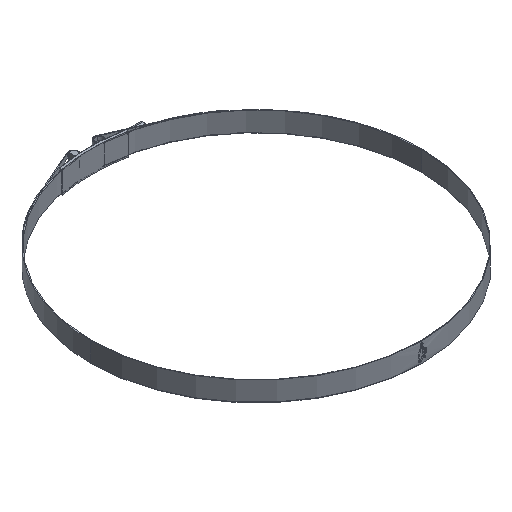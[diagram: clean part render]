
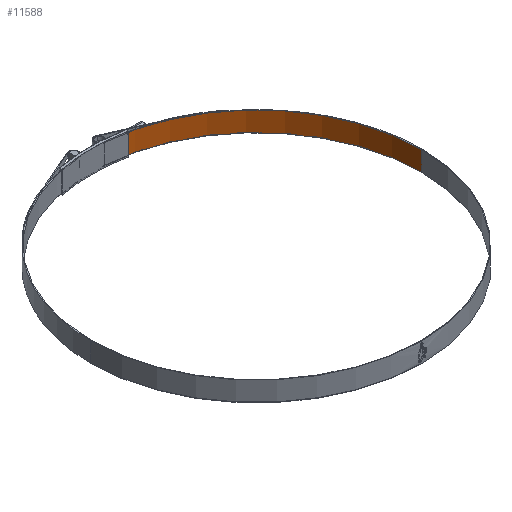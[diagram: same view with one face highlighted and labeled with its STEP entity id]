
A CAD part, isometric view. The second image highlights one B-rep face of the part: STEP entity #11588.
In plain terms, the highlighted cylindrical face has radius 162 mm (diameter 324 mm), a partial arc.
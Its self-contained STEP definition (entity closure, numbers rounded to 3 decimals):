
#455 = CARTESIAN_POINT ( 'NONE',  ( 0., 0., 9.65 ) ) ;
#850 = DIRECTION ( 'NONE',  ( 0., 0., -1. ) ) ;
#1312 = VECTOR ( 'NONE', #6887, 1000. ) ;
#1316 = CARTESIAN_POINT ( 'NONE',  ( 162., 0., 9.65 ) ) ;
#1317 = ORIENTED_EDGE ( 'NONE', *, *, #9515, .T. ) ;
#1353 = DIRECTION ( 'NONE',  ( 0., 0., -1. ) ) ;
#1695 = EDGE_CURVE ( 'NONE', #12390, #4574, #8761, .T. ) ;
#1761 = VERTEX_POINT ( 'NONE', #10645 ) ;
#2225 = AXIS2_PLACEMENT_3D ( 'NONE', #9498, #850, #14081 ) ;
#2740 = FACE_OUTER_BOUND ( 'NONE', #9838, .T. ) ;
#4146 = LINE ( 'NONE', #13493, #1312 ) ;
#4215 = EDGE_CURVE ( 'NONE', #1761, #13727, #5018, .T. ) ;
#4574 = VERTEX_POINT ( 'NONE', #1316 ) ;
#4995 = DIRECTION ( 'NONE',  ( -1., 0., 0. ) ) ;
#5018 = CIRCLE ( 'NONE', #2225, 162. ) ;
#5077 = CYLINDRICAL_SURFACE ( 'NONE', #10540, 162. ) ;
#5675 = AXIS2_PLACEMENT_3D ( 'NONE', #455, #10595, #4995 ) ;
#6351 = CARTESIAN_POINT ( 'NONE',  ( 12.126, 161.546, 9.65 ) ) ;
#6887 = DIRECTION ( 'NONE',  ( 0., 0., -1. ) ) ;
#8728 = CARTESIAN_POINT ( 'NONE',  ( 162., 0., -9.65 ) ) ;
#8761 = CIRCLE ( 'NONE', #5675, 162. ) ;
#9420 = DIRECTION ( 'NONE',  ( -1., 0., 0. ) ) ;
#9498 = CARTESIAN_POINT ( 'NONE',  ( 0., 0., -9.65 ) ) ;
#9515 = EDGE_CURVE ( 'NONE', #12390, #1761, #4146, .T. ) ;
#9838 = EDGE_LOOP ( 'NONE', ( #10200, #10110, #1317, #12166 ) ) ;
#10110 = ORIENTED_EDGE ( 'NONE', *, *, #1695, .F. ) ;
#10200 = ORIENTED_EDGE ( 'NONE', *, *, #13041, .F. ) ;
#10540 = AXIS2_PLACEMENT_3D ( 'NONE', #11631, #13926, #9420 ) ;
#10595 = DIRECTION ( 'NONE',  ( 0., 0., -1. ) ) ;
#10645 = CARTESIAN_POINT ( 'NONE',  ( 12.126, 161.546, -9.65 ) ) ;
#11280 = VECTOR ( 'NONE', #1353, 1000. ) ;
#11416 = LINE ( 'NONE', #12492, #11280 ) ;
#11588 = ADVANCED_FACE ( 'NONE', ( #2740 ), #5077, .F. ) ;
#11631 = CARTESIAN_POINT ( 'NONE',  ( 0., 0., 9.65 ) ) ;
#12166 = ORIENTED_EDGE ( 'NONE', *, *, #4215, .T. ) ;
#12390 = VERTEX_POINT ( 'NONE', #6351 ) ;
#12492 = CARTESIAN_POINT ( 'NONE',  ( 162., 0., 9.65 ) ) ;
#13041 = EDGE_CURVE ( 'NONE', #4574, #13727, #11416, .T. ) ;
#13493 = CARTESIAN_POINT ( 'NONE',  ( 12.126, 161.546, 9.65 ) ) ;
#13727 = VERTEX_POINT ( 'NONE', #8728 ) ;
#13926 = DIRECTION ( 'NONE',  ( 0., 0., -1. ) ) ;
#14081 = DIRECTION ( 'NONE',  ( -1., 0., 0. ) ) ;
